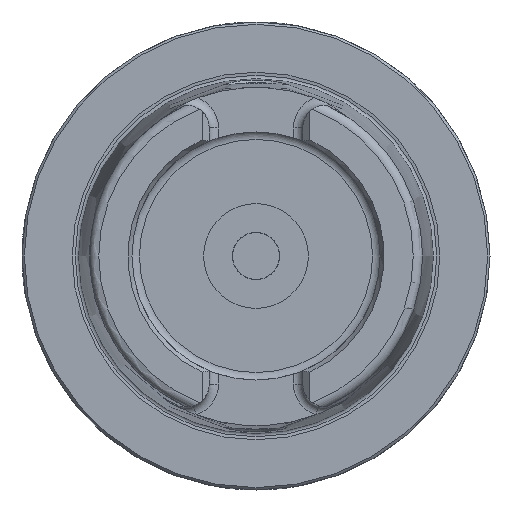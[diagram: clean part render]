
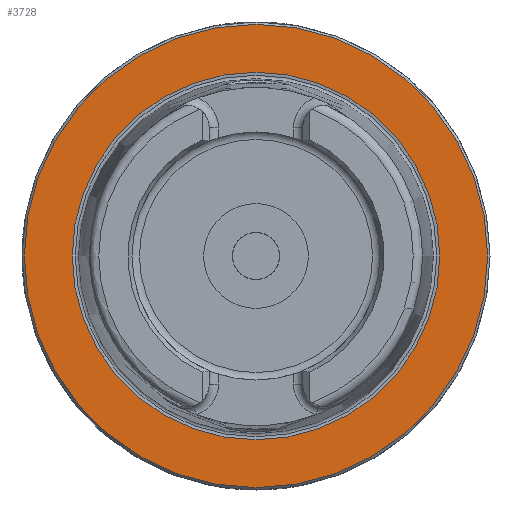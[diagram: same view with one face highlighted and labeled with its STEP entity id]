
A CAD part, left-side view. The second image highlights one B-rep face of the part: STEP entity #3728.
In plain terms, the highlighted planar face has unit normal (-1, 0, 0).
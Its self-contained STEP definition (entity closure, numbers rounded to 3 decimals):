
#637=FACE_BOUND('',#1107,.T.);
#685=PLANE('',#4221);
#897=FACE_OUTER_BOUND('',#1106,.T.);
#1106=EDGE_LOOP('',(#3253));
#1107=EDGE_LOOP('',(#3254));
#1712=CIRCLE('',#4220,39.275);
#1713=CIRCLE('',#4222,49.5);
#2031=VERTEX_POINT('',#7149);
#2032=VERTEX_POINT('',#7153);
#2456=EDGE_CURVE('',#2031,#2031,#1712,.T.);
#2457=EDGE_CURVE('',#2032,#2032,#1713,.T.);
#3253=ORIENTED_EDGE('',*,*,#2457,.F.);
#3254=ORIENTED_EDGE('',*,*,#2456,.T.);
#3728=ADVANCED_FACE('',(#897,#637),#685,.T.);
#4220=AXIS2_PLACEMENT_3D('',#7151,#5080,#5081);
#4221=AXIS2_PLACEMENT_3D('',#7152,#5082,#5083);
#4222=AXIS2_PLACEMENT_3D('',#7154,#5084,#5085);
#5080=DIRECTION('center_axis',(1.,0.,0.));
#5081=DIRECTION('ref_axis',(0.,0.,-1.));
#5082=DIRECTION('center_axis',(-1.,0.,0.));
#5083=DIRECTION('ref_axis',(0.,0.,1.));
#5084=DIRECTION('center_axis',(1.,0.,0.));
#5085=DIRECTION('ref_axis',(0.,0.,-1.));
#7149=CARTESIAN_POINT('',(0.,-39.275,0.));
#7151=CARTESIAN_POINT('Origin',(0.,0.,0.));
#7152=CARTESIAN_POINT('Origin',(0.,49.5,0.));
#7153=CARTESIAN_POINT('',(0.,-49.5,0.));
#7154=CARTESIAN_POINT('Origin',(0.,0.,0.));
